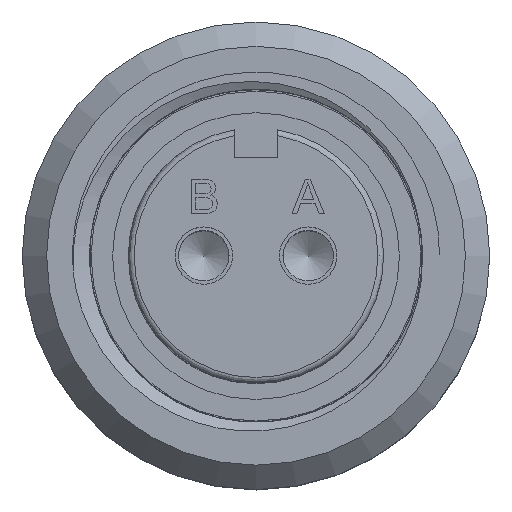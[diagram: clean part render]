
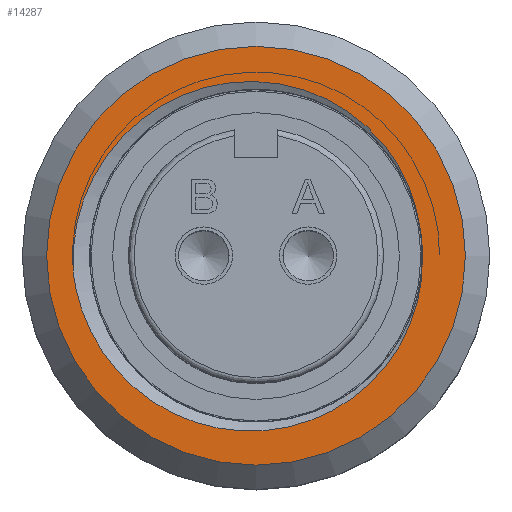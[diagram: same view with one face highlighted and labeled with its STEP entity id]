
A CAD part, top view. The second image highlights one B-rep face of the part: STEP entity #14287.
In plain terms, the highlighted planar face has unit normal (0, 0, 1).
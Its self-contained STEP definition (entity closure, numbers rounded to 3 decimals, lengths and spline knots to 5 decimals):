
#396=PLANE('',#16088);
#1100=B_SPLINE_CURVE_WITH_KNOTS('',3,(#42553,#42554,#42555,#42556,#42557,
#42558,#42559,#42560,#42561,#42562,#42563,#42564,#42565,#42566,#42567,#42568,
#42569,#42570,#42571,#42572,#42573,#42574),.UNSPECIFIED.,.F.,.F.,(4,3,3,
3,3,3,3,4),(0.,0.4041,0.80228,1.19428,1.57994,
1.95965,2.33309,2.37152),.UNSPECIFIED.);
#1101=B_SPLINE_CURVE_WITH_KNOTS('',3,(#42577,#42578,#42579,#42580,#42581,
#42582,#42583,#42584,#42585,#42586,#42587,#42588,#42589,#42590,#42591,#42592,
#42593,#42594,#42595,#42596,#42597,#42598),.UNSPECIFIED.,.F.,.F.,(4,3,3,
3,3,3,3,4),(0.,0.37252,0.75136,1.13627,1.52707,
1.92417,2.32728,2.36656),.UNSPECIFIED.);
#1680=FACE_BOUND('',#3207,.T.);
#2340=FACE_OUTER_BOUND('',#3206,.T.);
#3206=EDGE_LOOP('',(#12597));
#3207=EDGE_LOOP('',(#12598,#12599,#12600));
#4720=CIRCLE('',#16087,0.365);
#4721=CIRCLE('',#16089,0.29);
#6068=VERTEX_POINT('',#42548);
#6069=VERTEX_POINT('',#42551);
#6070=VERTEX_POINT('',#42552);
#6071=VERTEX_POINT('',#42575);
#8264=EDGE_CURVE('',#6068,#6068,#4720,.T.);
#8265=EDGE_CURVE('',#6069,#6070,#1100,.T.);
#8266=EDGE_CURVE('',#6070,#6071,#4721,.T.);
#8267=EDGE_CURVE('',#6071,#6069,#1101,.T.);
#12597=ORIENTED_EDGE('',*,*,#8264,.F.);
#12598=ORIENTED_EDGE('',*,*,#8265,.T.);
#12599=ORIENTED_EDGE('',*,*,#8266,.T.);
#12600=ORIENTED_EDGE('',*,*,#8267,.T.);
#14287=ADVANCED_FACE('',(#2340,#1680),#396,.F.);
#16087=AXIS2_PLACEMENT_3D('',#42549,#19621,#19622);
#16088=AXIS2_PLACEMENT_3D('',#42550,#19623,#19624);
#16089=AXIS2_PLACEMENT_3D('',#42576,#19625,#19626);
#19621=DIRECTION('center_axis',(0.,0.,-1.));
#19622=DIRECTION('ref_axis',(-1.,0.,0.));
#19623=DIRECTION('center_axis',(0.,0.,-1.));
#19624=DIRECTION('ref_axis',(-1.,0.,0.));
#19625=DIRECTION('center_axis',(0.,0.,-1.));
#19626=DIRECTION('ref_axis',(1.,0.,0.));
#42548=CARTESIAN_POINT('',(0.365,0.,-0.168));
#42549=CARTESIAN_POINT('Origin',(0.,0.,-0.168));
#42550=CARTESIAN_POINT('Origin',(0.,0.,-0.168));
#42551=CARTESIAN_POINT('',(-0.31857,-0.03017,-0.168));
#42552=CARTESIAN_POINT('',(0.28485,0.05443,-0.168));
#42553=CARTESIAN_POINT('Ctrl Pts',(-0.31857,-0.03017,
-0.168));
#42554=CARTESIAN_POINT('Ctrl Pts',(-0.32195,0.02276,
-0.168));
#42555=CARTESIAN_POINT('Ctrl Pts',(-0.31194,0.07625,
-0.168));
#42556=CARTESIAN_POINT('Ctrl Pts',(-0.28965,0.1241,
-0.168));
#42557=CARTESIAN_POINT('Ctrl Pts',(-0.26768,0.17125,
-0.168));
#42558=CARTESIAN_POINT('Ctrl Pts',(-0.23368,0.21293,
-0.168));
#42559=CARTESIAN_POINT('Ctrl Pts',(-0.19184,0.24376,
-0.168));
#42560=CARTESIAN_POINT('Ctrl Pts',(-0.15066,0.27411,-0.168));
#42561=CARTESIAN_POINT('Ctrl Pts',(-0.10171,0.29409,
-0.168));
#42562=CARTESIAN_POINT('Ctrl Pts',(-0.05092,0.301,
-0.168));
#42563=CARTESIAN_POINT('Ctrl Pts',(-0.00096,0.30781,
-0.168));
#42564=CARTESIAN_POINT('Ctrl Pts',(0.05069,0.30197,
-0.168));
#42565=CARTESIAN_POINT('Ctrl Pts',(0.09779,0.284,
-0.168));
#42566=CARTESIAN_POINT('Ctrl Pts',(0.14417,0.26631,-0.168));
#42567=CARTESIAN_POINT('Ctrl Pts',(0.18603,0.23688,-0.168));
#42568=CARTESIAN_POINT('Ctrl Pts',(0.21819,0.19921,
-0.168));
#42569=CARTESIAN_POINT('Ctrl Pts',(0.24982,0.16216,
-0.168));
#42570=CARTESIAN_POINT('Ctrl Pts',(0.27213,0.11703,
-0.168));
#42571=CARTESIAN_POINT('Ctrl Pts',(0.28216,0.06927,
-0.168));
#42572=CARTESIAN_POINT('Ctrl Pts',(0.28319,0.06436,
-0.168));
#42573=CARTESIAN_POINT('Ctrl Pts',(0.28409,0.05941,
-0.168));
#42574=CARTESIAN_POINT('Ctrl Pts',(0.28486,0.05444,
-0.168));
#42575=CARTESIAN_POINT('',(0.29,0.,-0.168));
#42576=CARTESIAN_POINT('Origin',(0.,0.,-0.168));
#42577=CARTESIAN_POINT('Ctrl Pts',(0.29,0.,-0.168));
#42578=CARTESIAN_POINT('Ctrl Pts',(0.29166,-0.04886,
-0.168));
#42579=CARTESIAN_POINT('Ctrl Pts',(0.28076,-0.09785,
-0.168));
#42580=CARTESIAN_POINT('Ctrl Pts',(0.25887,-0.14135,
-0.168));
#42581=CARTESIAN_POINT('Ctrl Pts',(0.2366,-0.18559,
-0.168));
#42582=CARTESIAN_POINT('Ctrl Pts',(0.20287,-0.22415,-0.168));
#42583=CARTESIAN_POINT('Ctrl Pts',(0.16212,-0.25227,
-0.168));
#42584=CARTESIAN_POINT('Ctrl Pts',(0.12072,-0.28083,
-0.168));
#42585=CARTESIAN_POINT('Ctrl Pts',(0.0719,-0.29879,
-0.168));
#42586=CARTESIAN_POINT('Ctrl Pts',(0.02174,-0.30401,
-0.168));
#42587=CARTESIAN_POINT('Ctrl Pts',(-0.02918,-0.30931,
-0.168));
#42588=CARTESIAN_POINT('Ctrl Pts',(-0.08141,-0.30151,
-0.168));
#42589=CARTESIAN_POINT('Ctrl Pts',(-0.12866,-0.28172,
-0.168));
#42590=CARTESIAN_POINT('Ctrl Pts',(-0.17667,-0.26161,
-0.168));
#42591=CARTESIAN_POINT('Ctrl Pts',(-0.21944,-0.22917,
-0.168));
#42592=CARTESIAN_POINT('Ctrl Pts',(-0.25187,-0.18855,
-0.168));
#42593=CARTESIAN_POINT('Ctrl Pts',(-0.2848,-0.14732,
-0.168));
#42594=CARTESIAN_POINT('Ctrl Pts',(-0.30716,-0.09757,
-0.168));
#42595=CARTESIAN_POINT('Ctrl Pts',(-0.3163,-0.04548,
-0.168));
#42596=CARTESIAN_POINT('Ctrl Pts',(-0.31719,-0.0404,
-0.168));
#42597=CARTESIAN_POINT('Ctrl Pts',(-0.31795,-0.0353,
-0.168));
#42598=CARTESIAN_POINT('Ctrl Pts',(-0.3186,-0.03017,
-0.168));
